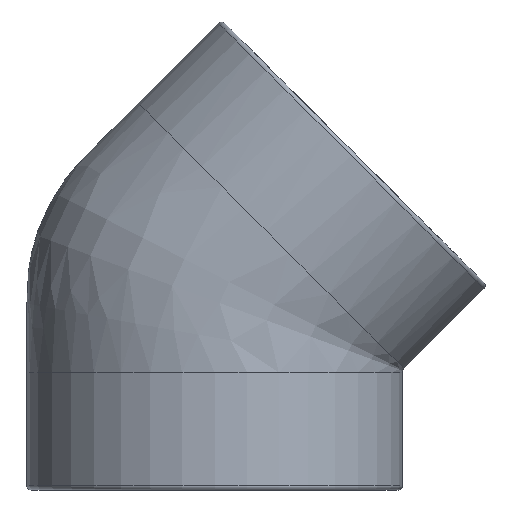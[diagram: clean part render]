
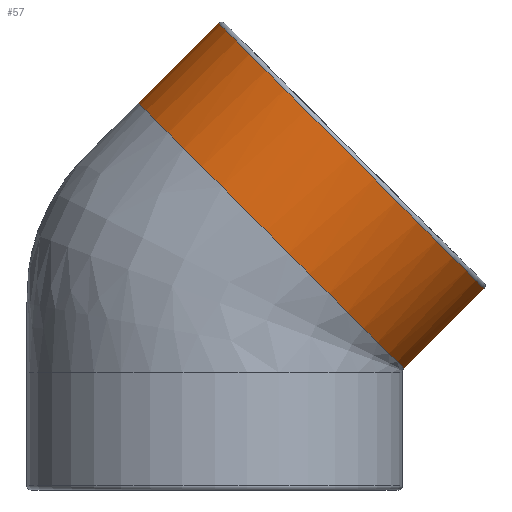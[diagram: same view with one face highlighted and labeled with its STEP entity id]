
A CAD part, front view. The second image highlights one B-rep face of the part: STEP entity #57.
In plain terms, the highlighted cylindrical face has radius 67.5 mm (diameter 135 mm), a partial arc.
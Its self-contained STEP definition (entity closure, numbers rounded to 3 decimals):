
#57=ADVANCED_FACE('',(#121),#122,.T.);
#121=FACE_OUTER_BOUND('',#635,.T.);
#122=CYLINDRICAL_SURFACE('',#636,67.5);
#635=EDGE_LOOP('',(#1168,#1169,#1170,#1171,#1172));
#636=AXIS2_PLACEMENT_3D('',#1173,#1174,#1175);
#1168=ORIENTED_EDGE('',*,*,#1312,.F.);
#1169=ORIENTED_EDGE('',*,*,#1286,.F.);
#1170=ORIENTED_EDGE('',*,*,#1285,.F.);
#1171=ORIENTED_EDGE('',*,*,#1313,.F.);
#1172=ORIENTED_EDGE('',*,*,#1314,.F.);
#1173=CARTESIAN_POINT('',(50.205,0.,121.205));
#1174=DIRECTION('',(-0.707,0.,-0.707));
#1175=DIRECTION('',(-0.707,0.,0.707));
#1285=EDGE_CURVE('',#1352,#1354,#1355,.T.);
#1286=EDGE_CURVE('',#1354,#1348,#1356,.T.);
#1312=EDGE_CURVE('',#1348,#1398,#1399,.T.);
#1313=EDGE_CURVE('',#1400,#1352,#1401,.T.);
#1314=EDGE_CURVE('',#1398,#1400,#1402,.T.);
#1348=VERTEX_POINT('',#1441);
#1352=VERTEX_POINT('',#1453);
#1354=VERTEX_POINT('',#1463);
#1355=CIRCLE('',#1464,67.5);
#1356=CIRCLE('',#1465,67.5);
#1398=VERTEX_POINT('',#1575);
#1399=LINE('',#1576,#1577);
#1400=VERTEX_POINT('',#1578);
#1401=LINE('',#1579,#1580);
#1402=CIRCLE('',#1581,67.5);
#1441=CARTESIAN_POINT('',(-27.374,0.,139.086));
#1453=CARTESIAN_POINT('',(68.086,0.,43.626));
#1463=CARTESIAN_POINT('',(26.627,-66.915,85.085));
#1464=AXIS2_PLACEMENT_3D('',#1665,#1666,#1667);
#1465=AXIS2_PLACEMENT_3D('',#1668,#1669,#1670);
#1575=CARTESIAN_POINT('',(1.414,0.,167.874));
#1576=CARTESIAN_POINT('',(2.475,0.,168.934));
#1577=VECTOR('',#1704,1.0);
#1578=CARTESIAN_POINT('',(96.874,0.,72.414));
#1579=CARTESIAN_POINT('',(97.934,0.,73.475));
#1580=VECTOR('',#1705,1.0);
#1581=AXIS2_PLACEMENT_3D('',#1706,#1707,#1708);
#1665=CARTESIAN_POINT('',(20.356,0.,91.356));
#1666=DIRECTION('',(-0.707,0.,-0.707));
#1667=DIRECTION('',(-0.707,0.,0.707));
#1668=CARTESIAN_POINT('',(20.356,0.,91.356));
#1669=DIRECTION('',(-0.707,0.,-0.707));
#1670=DIRECTION('',(-0.707,0.,0.707));
#1704=DIRECTION('',(0.707,0.,0.707));
#1705=DIRECTION('',(-0.707,0.,-0.707));
#1706=CARTESIAN_POINT('',(49.144,0.,120.144));
#1707=DIRECTION('',(0.707,0.,0.707));
#1708=DIRECTION('',(-0.707,0.,0.707));
